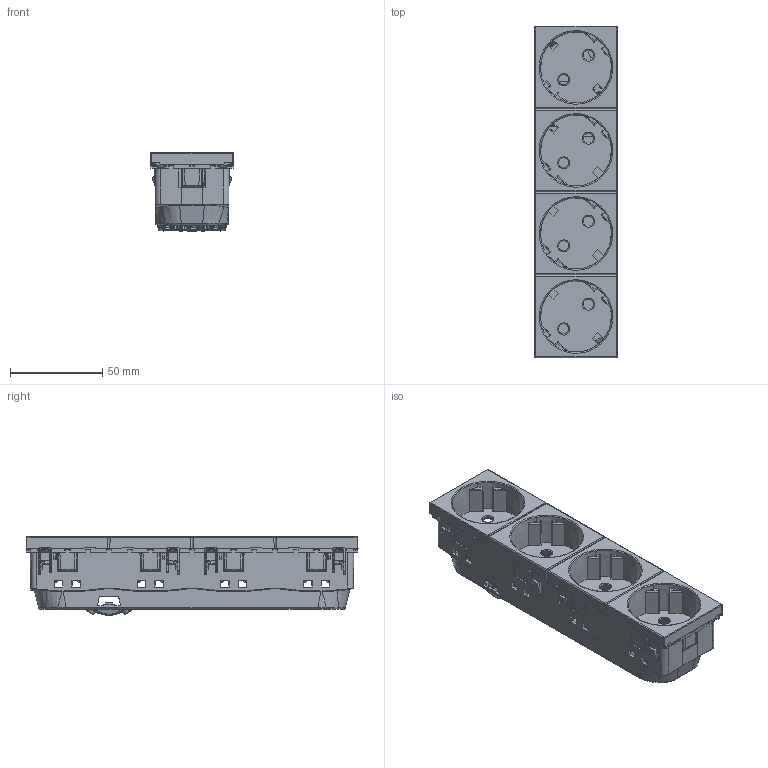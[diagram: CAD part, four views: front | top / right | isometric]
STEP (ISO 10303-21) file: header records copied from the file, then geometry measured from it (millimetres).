
FILE_DESCRIPTION(('CATIA V5 STEP Exchange','CAx-IF Rec.Pracs.--- Model Styling and Organization---1.4--- 2014-01-23'),'2;1');
FILE_NAME('077254.stp','2020-11-04T14:00:29+00:00',('none'),('none'),'CATIA Version 5-6 Release 2017 SP3','CATIA V5 STEP AP214','none');
FILE_SCHEMA(('AUTOMOTIVE_DESIGN { 1 0 10303 214 1 1 1 1 }'));
Products named in the file (1): 077254
Bounding box: 45 x 180.3 x 42.75 mm (x, y, z)
Volume: 52289 mm3; surface area: 90285.1 mm2
Topology: 6 solids, 6 shells, 6538 faces, 18441 edges, 11597 vertices
Faces by surface type: plane 2632, cylinder 1548, bspline 1468, cone 383, torus 320, sphere 177, extrusion 6, revolution 4
Entity records: 280775 total; most frequent: CARTESIAN_POINT 141779, ORIENTED_EDGE 36300, EDGE_CURVE 18150, DIRECTION 16708, VERTEX_POINT 11597, B_SPLINE_CURVE_WITH_KNOTS 9088, VECTOR 6982, LINE 6976
